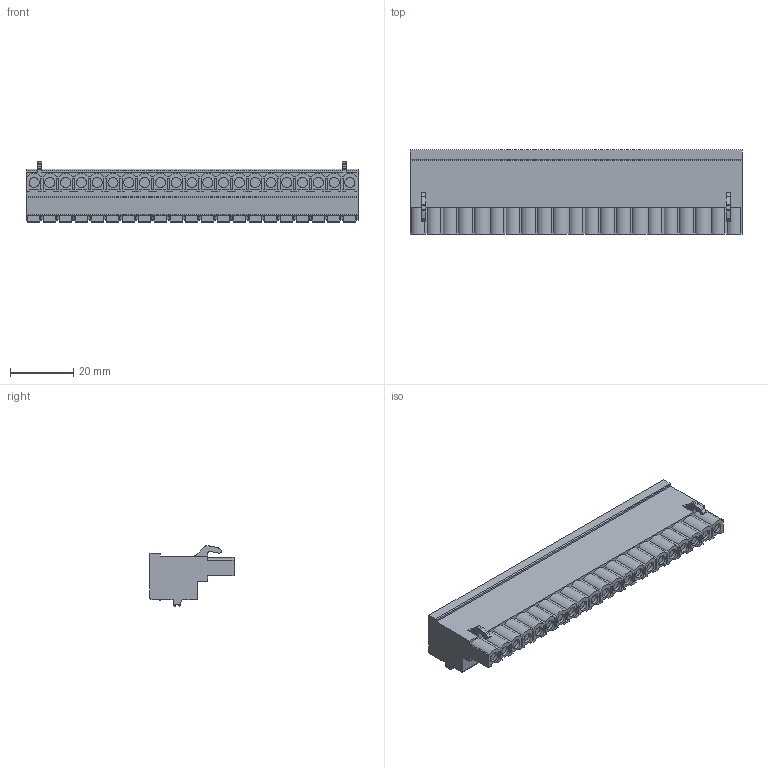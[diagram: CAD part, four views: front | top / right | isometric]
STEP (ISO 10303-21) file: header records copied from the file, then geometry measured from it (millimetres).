
FILE_DESCRIPTION((''),'2;1');
FILE_NAME('TLPS-201R-XXP-X','2024-09-23T11:00:44',('tluser'),(''),'CREO PARAMETRIC BY PTC INC, 2018100','CREO PARAMETRIC BY PTC INC, 2018100','');
FILE_SCHEMA(('CONFIG_CONTROL_DESIGN'));
Length unit declared in the file: millimetre
Products named in the file (1): TLPS-201R-XXP-X
Bounding box: 105.1 x 26.6 x 19 mm (x, y, z)
Volume: 28463.2 mm3; surface area: 12125.7 mm2
Topology: 1 solids, 1 shells, 1179 faces, 3039 edges, 2026 vertices
Faces by surface type: plane 799, cylinder 380
Entity records: 35903 total; most frequent: CARTESIAN_POINT 6268, DIRECTION 6149, ORIENTED_EDGE 6078, EDGE_CURVE 3039, VECTOR 2279, LINE 2279, VERTEX_POINT 2026, AXIS2_PLACEMENT_3D 1935
